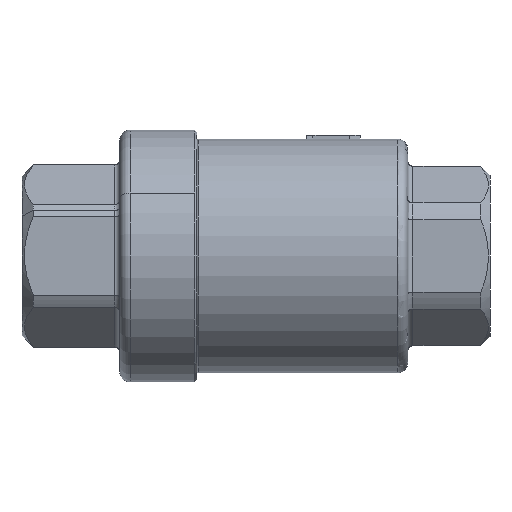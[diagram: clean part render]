
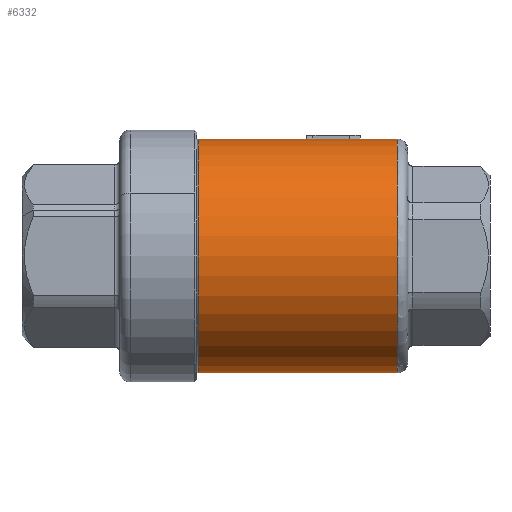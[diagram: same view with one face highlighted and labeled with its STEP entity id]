
A CAD part, left-side view. The second image highlights one B-rep face of the part: STEP entity #6332.
In plain terms, the highlighted cylindrical face has radius 22.75 mm (diameter 45.5 mm), a partial arc.
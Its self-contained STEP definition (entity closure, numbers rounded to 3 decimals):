
#131 = CARTESIAN_POINT ( 'NONE',  ( 0., 2., 22.75 ) ) ;
#132 = DIRECTION ( 'NONE',  ( 0., 1., 0. ) ) ;
#133 = CARTESIAN_POINT ( 'NONE',  ( 0., 9.254, 22.75 ) ) ;
#134 = CARTESIAN_POINT ( 'NONE',  ( -0.393, 9.924, 22.75 ) ) ;
#135 = CARTESIAN_POINT ( 'NONE',  ( -0.787, 10.595, 22.74 ) ) ;
#136 = CARTESIAN_POINT ( 'NONE',  ( -1.179, 11.264, 22.719 ) ) ;
#137 = CARTESIAN_POINT ( 'NONE',  ( 0., 11.264, 0. ) ) ;
#138 = DIRECTION ( 'NONE',  ( 0., 1., 0. ) ) ;
#139 = DIRECTION ( 'NONE',  ( 0., 0., -1. ) ) ;
#140 = CARTESIAN_POINT ( 'NONE',  ( -0.686, 21.375, 22.74 ) ) ;
#141 = DIRECTION ( 'NONE',  ( 0., 1., 0. ) ) ;
#142 = CARTESIAN_POINT ( 'NONE',  ( -0.686, 18.43, 22.74 ) ) ;
#143 = CARTESIAN_POINT ( 'NONE',  ( -0.876, 18.875, 22.734 ) ) ;
#144 = CARTESIAN_POINT ( 'NONE',  ( -1.065, 19.321, 22.726 ) ) ;
#145 = CARTESIAN_POINT ( 'NONE',  ( -1.255, 19.766, 22.715 ) ) ;
#146 = CARTESIAN_POINT ( 'NONE',  ( -1.255, 19.766, 22.715 ) ) ;
#147 = CARTESIAN_POINT ( 'NONE',  ( -0.837, 19.61, 22.738 ) ) ;
#148 = CARTESIAN_POINT ( 'NONE',  ( -0.418, 19.454, 22.75 ) ) ;
#149 = CARTESIAN_POINT ( 'NONE',  ( 0., 19.298, 22.75 ) ) ;
#150 = CARTESIAN_POINT ( 'NONE',  ( 0., 2., 22.75 ) ) ;
#151 = DIRECTION ( 'NONE',  ( 0., 1., 0. ) ) ;
#1184 = AXIS2_PLACEMENT_3D ( 'NONE', #4586, #4587, #4588 ) ;
#1400 = CARTESIAN_POINT ( 'NONE',  ( 0., 2., 0. ) ) ;
#1401 = DIRECTION ( 'NONE',  ( 0., -1., 0. ) ) ;
#1402 = DIRECTION ( 'NONE',  ( -1., 0., 0. ) ) ;
#1650 = CIRCLE ( 'NONE', #4015, 22.75 ) ;
#1733 = AXIS2_PLACEMENT_3D ( 'NONE', #3879, #3880, #3881 ) ;
#1744 = AXIS2_PLACEMENT_3D ( 'NONE', #137, #138, #139 ) ;
#2278 =( BOUNDED_CURVE ( )  B_SPLINE_CURVE ( 3, ( #133, #134, #135, #136 ),
 .UNSPECIFIED., .F., .T. ) 
 B_SPLINE_CURVE_WITH_KNOTS ( ( 4, 4 ),
 ( 4.712, 4.764 ),
 .UNSPECIFIED. ) 
 CURVE ( )  GEOMETRIC_REPRESENTATION_ITEM ( )  RATIONAL_B_SPLINE_CURVE ( ( 1., 1., 1., 1. ) ) 
 REPRESENTATION_ITEM ( '' )  );
#2281 =( BOUNDED_CURVE ( )  B_SPLINE_CURVE ( 3, ( #146, #147, #148, #149 ),
 .UNSPECIFIED., .F., .T. ) 
 B_SPLINE_CURVE_WITH_KNOTS ( ( 4, 4 ),
 ( 1.516, 1.571 ),
 .UNSPECIFIED. ) 
 CURVE ( )  GEOMETRIC_REPRESENTATION_ITEM ( )  RATIONAL_B_SPLINE_CURVE ( ( 1., 1., 1., 1. ) ) 
 REPRESENTATION_ITEM ( '' )  );
#2283 =( BOUNDED_CURVE ( )  B_SPLINE_CURVE ( 3, ( #142, #143, #144, #145 ),
 .UNSPECIFIED., .F., .T. ) 
 B_SPLINE_CURVE_WITH_KNOTS ( ( 4, 4 ),
 ( 4.743, 4.768 ),
 .UNSPECIFIED. ) 
 CURVE ( )  GEOMETRIC_REPRESENTATION_ITEM ( )  RATIONAL_B_SPLINE_CURVE ( ( 1., 1., 1., 1. ) ) 
 REPRESENTATION_ITEM ( '' )  );
#2516 = FACE_OUTER_BOUND ( 'NONE', #2821, .T. ) ;
#2517 = CYLINDRICAL_SURFACE ( 'NONE', #1184, 22.75 ) ;
#2688 = EDGE_CURVE ( 'NONE', #2970, #3686, #4236, .T. ) ;
#2690 = EDGE_CURVE ( 'NONE', #2925, #3686, #4235, .T. ) ;
#2821 = EDGE_LOOP ( 'NONE', ( #3252, #3272, #3282, #3277, #3297, #3283, #3248, #3254, #3261, #3287 ) ) ;
#2853 = EDGE_CURVE ( 'NONE', #3753, #3698, #4276, .T. ) ;
#2854 = EDGE_CURVE ( 'NONE', #3698, #3731, #2278, .T. ) ;
#2855 = EDGE_CURVE ( 'NONE', #3731, #3693, #4279, .T. ) ;
#2856 = EDGE_CURVE ( 'NONE', #3693, #3800, #4278, .T. ) ;
#2857 = EDGE_CURVE ( 'NONE', #3800, #3738, #2283, .T. ) ;
#2858 = EDGE_CURVE ( 'NONE', #3738, #3811, #2281, .T. ) ;
#2859 = EDGE_CURVE ( 'NONE', #3811, #2970, #4281, .T. ) ;
#2925 = VERTEX_POINT ( 'NONE', #3453 ) ;
#2970 = VERTEX_POINT ( 'NONE', #3498 ) ;
#3248 = ORIENTED_EDGE ( 'NONE', *, *, #2858, .T. ) ;
#3252 = ORIENTED_EDGE ( 'NONE', *, *, #5516, .F. ) ;
#3254 = ORIENTED_EDGE ( 'NONE', *, *, #2859, .T. ) ;
#3261 = ORIENTED_EDGE ( 'NONE', *, *, #2688, .T. ) ;
#3272 = ORIENTED_EDGE ( 'NONE', *, *, #2853, .T. ) ;
#3277 = ORIENTED_EDGE ( 'NONE', *, *, #2855, .T. ) ;
#3282 = ORIENTED_EDGE ( 'NONE', *, *, #2854, .T. ) ;
#3283 = ORIENTED_EDGE ( 'NONE', *, *, #2857, .T. ) ;
#3287 = ORIENTED_EDGE ( 'NONE', *, *, #2690, .F. ) ;
#3297 = ORIENTED_EDGE ( 'NONE', *, *, #2856, .T. ) ;
#3453 = CARTESIAN_POINT ( 'NONE',  ( 0., 2., -22.75 ) ) ;
#3498 = CARTESIAN_POINT ( 'NONE',  ( 0., 40.75, 22.75 ) ) ;
#3564 = CARTESIAN_POINT ( 'NONE',  ( 0., 40.75, -22.75 ) ) ;
#3570 = CARTESIAN_POINT ( 'NONE',  ( -0.686, 11.264, 22.74 ) ) ;
#3572 = CARTESIAN_POINT ( 'NONE',  ( 0., 9.254, 22.75 ) ) ;
#3601 = CARTESIAN_POINT ( 'NONE',  ( -1.179, 11.264, 22.719 ) ) ;
#3607 = CARTESIAN_POINT ( 'NONE',  ( -1.255, 19.766, 22.715 ) ) ;
#3620 = CARTESIAN_POINT ( 'NONE',  ( 0., 2., 22.75 ) ) ;
#3645 = CARTESIAN_POINT ( 'NONE',  ( -0.686, 18.43, 22.74 ) ) ;
#3686 = VERTEX_POINT ( 'NONE', #3564 ) ;
#3693 = VERTEX_POINT ( 'NONE', #3570 ) ;
#3698 = VERTEX_POINT ( 'NONE', #3572 ) ;
#3731 = VERTEX_POINT ( 'NONE', #3601 ) ;
#3738 = VERTEX_POINT ( 'NONE', #3607 ) ;
#3753 = VERTEX_POINT ( 'NONE', #3620 ) ;
#3800 = VERTEX_POINT ( 'NONE', #3645 ) ;
#3811 = VERTEX_POINT ( 'NONE', #4063 ) ;
#3879 = CARTESIAN_POINT ( 'NONE',  ( 0., 40.75, 0. ) ) ;
#3880 = DIRECTION ( 'NONE',  ( 0., -1., 0. ) ) ;
#3881 = DIRECTION ( 'NONE',  ( 0., 0., 1. ) ) ;
#3882 = CARTESIAN_POINT ( 'NONE',  ( 0., 2., -22.75 ) ) ;
#3883 = DIRECTION ( 'NONE',  ( 0., 1., 0. ) ) ;
#4015 = AXIS2_PLACEMENT_3D ( 'NONE', #1400, #1401, #1402 ) ;
#4063 = CARTESIAN_POINT ( 'NONE',  ( 0., 19.298, 22.75 ) ) ;
#4235 = LINE ( 'NONE', #3882, #4237 ) ;
#4236 = CIRCLE ( 'NONE', #1733, 22.75 ) ;
#4237 = VECTOR ( 'NONE', #3883, 1000. ) ;
#4276 = LINE ( 'NONE', #131, #4277 ) ;
#4277 = VECTOR ( 'NONE', #132, 1000. ) ;
#4278 = LINE ( 'NONE', #140, #4280 ) ;
#4279 = CIRCLE ( 'NONE', #1744, 22.75 ) ;
#4280 = VECTOR ( 'NONE', #141, 1000. ) ;
#4281 = LINE ( 'NONE', #150, #4282 ) ;
#4282 = VECTOR ( 'NONE', #151, 1000. ) ;
#4586 = CARTESIAN_POINT ( 'NONE',  ( 0., 2., 0. ) ) ;
#4587 = DIRECTION ( 'NONE',  ( 0., 1., 0. ) ) ;
#4588 = DIRECTION ( 'NONE',  ( 0., 0., -1. ) ) ;
#5516 = EDGE_CURVE ( 'NONE', #3753, #2925, #1650, .T. ) ;
#6332 = ADVANCED_FACE ( 'NONE', ( #2516 ), #2517, .T. ) ;
